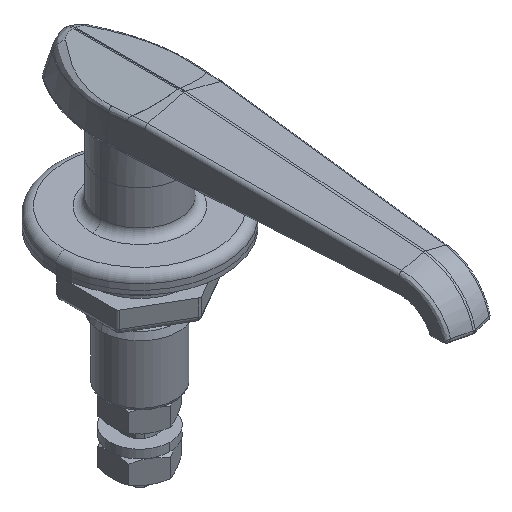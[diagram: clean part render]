
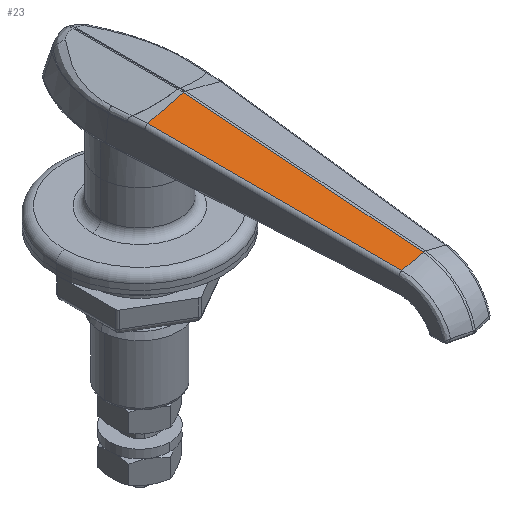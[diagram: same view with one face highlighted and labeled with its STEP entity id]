
A CAD part, isometric view. The second image highlights one B-rep face of the part: STEP entity #23.
In plain terms, the highlighted planar face has unit normal (-0.259, -0.074, 0.963).
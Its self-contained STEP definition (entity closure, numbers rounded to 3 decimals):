
#8 = VERTEX_POINT ( 'NONE', #759 ) ;
#23 = ADVANCED_FACE ( 'NONE', ( #821 ), #836, .F. ) ;
#24 = EDGE_LOOP ( 'NONE', ( #981, #980, #972, #993, #547 ) ) ;
#458 = EDGE_CURVE ( 'NONE', #2182, #8, #3977, .T. ) ;
#547 = ORIENTED_EDGE ( 'NONE', *, *, #458, .F. ) ;
#759 = CARTESIAN_POINT ( 'NONE',  ( -0.388, -101.998, 9.294 ) ) ;
#821 = FACE_OUTER_BOUND ( 'NONE', #24, .T. ) ;
#832 = DIRECTION ( 'NONE',  ( -0.966, 0., -0.26 ) ) ;
#833 = DIRECTION ( 'NONE',  ( 0.259, 0.075, -0.963 ) ) ;
#834 = CARTESIAN_POINT ( 'NONE',  ( -17.5, -15.642, 11.378 ) ) ;
#835 = AXIS2_PLACEMENT_3D ( 'NONE', #834, #833, #832 ) ;
#836 = PLANE ( 'NONE',  #835 ) ;
#970 = VERTEX_POINT ( 'NONE', #4912 ) ;
#971 = EDGE_CURVE ( 'NONE', #973, #970, #4911, .T. ) ;
#972 = ORIENTED_EDGE ( 'NONE', *, *, #971, .T. ) ;
#973 = VERTEX_POINT ( 'NONE', #4907 ) ;
#977 = EDGE_CURVE ( 'NONE', #979, #973, #4899, .T. ) ;
#978 = EDGE_CURVE ( 'NONE', #2182, #979, #4928, .T. ) ;
#979 = VERTEX_POINT ( 'NONE', #4924 ) ;
#980 = ORIENTED_EDGE ( 'NONE', *, *, #977, .T. ) ;
#981 = ORIENTED_EDGE ( 'NONE', *, *, #978, .T. ) ;
#992 = EDGE_CURVE ( 'NONE', #970, #8, #4946, .T. ) ;
#993 = ORIENTED_EDGE ( 'NONE', *, *, #992, .T. ) ;
#2182 = VERTEX_POINT ( 'NONE', #7991 ) ;
#3969 = DIRECTION ( 'NONE',  ( 0., -0.997, -0.077 ) ) ;
#3970 = VECTOR ( 'NONE', #3969, 1000. ) ;
#3971 = CARTESIAN_POINT ( 'NONE',  ( -0.388, -15.996, 15.949 ) ) ;
#3977 = LINE ( 'NONE', #3971, #3970 ) ;
#4895 = CARTESIAN_POINT ( 'NONE',  ( -13.005, -15.868, 12.568 ) ) ;
#4896 = CARTESIAN_POINT ( 'NONE',  ( -13.003, -15.868, 12.569 ) ) ;
#4897 = CARTESIAN_POINT ( 'NONE',  ( -13., -15.867, 12.569 ) ) ;
#4898 = CARTESIAN_POINT ( 'NONE',  ( -12.998, -15.867, 12.57 ) ) ;
#4899 =( BOUNDED_CURVE ( )  B_SPLINE_CURVE ( 3, ( #4898, #4897, #4896, #4895 ),
 .UNSPECIFIED., .F., .T. ) 
 B_SPLINE_CURVE_WITH_KNOTS ( ( 4, 4 ),
 ( 6.278, 6.282 ),
 .UNSPECIFIED. ) 
 CURVE ( )  GEOMETRIC_REPRESENTATION_ITEM ( )  RATIONAL_B_SPLINE_CURVE ( ( 1., 1., 1., 1. ) ) 
 REPRESENTATION_ITEM ( '' )  );
#4907 = CARTESIAN_POINT ( 'NONE',  ( -13.005, -15.868, 12.568 ) ) ;
#4908 = DIRECTION ( 'NONE',  ( 0.06, -0.996, -0.061 ) ) ;
#4909 = VECTOR ( 'NONE', #4908, 1000. ) ;
#4910 = CARTESIAN_POINT ( 'NONE',  ( -13.03, -15.449, 12.594 ) ) ;
#4911 = LINE ( 'NONE', #4910, #4909 ) ;
#4912 = CARTESIAN_POINT ( 'NONE',  ( -7.859, -101.844, 7.298 ) ) ;
#4924 = CARTESIAN_POINT ( 'NONE',  ( -12.998, -15.867, 12.57 ) ) ;
#4925 = DIRECTION ( 'NONE',  ( -0.966, 0.01, -0.259 ) ) ;
#4926 = VECTOR ( 'NONE', #4925, 1000. ) ;
#4927 = CARTESIAN_POINT ( 'NONE',  ( -17.498, -15.821, 11.364 ) ) ;
#4928 = LINE ( 'NONE', #4927, #4926 ) ;
#4943 = DIRECTION ( 'NONE',  ( 0.966, -0.02, 0.258 ) ) ;
#4944 = VECTOR ( 'NONE', #4943, 1000. ) ;
#4945 = CARTESIAN_POINT ( 'NONE',  ( -17.5, -101.644, 4.723 ) ) ;
#4946 = LINE ( 'NONE', #4945, #4944 ) ;
#7991 = CARTESIAN_POINT ( 'NONE',  ( -0.388, -15.998, 15.949 ) ) ;
